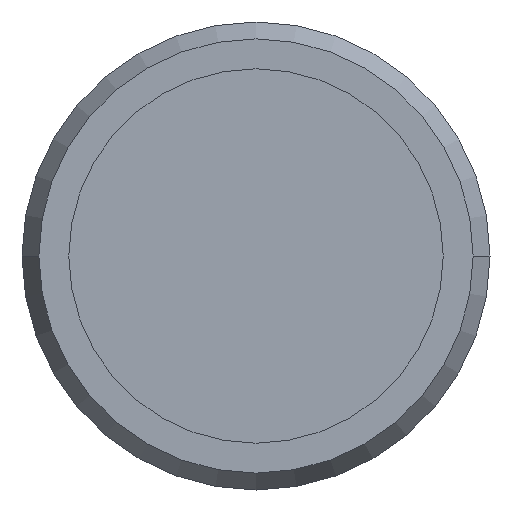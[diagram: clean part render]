
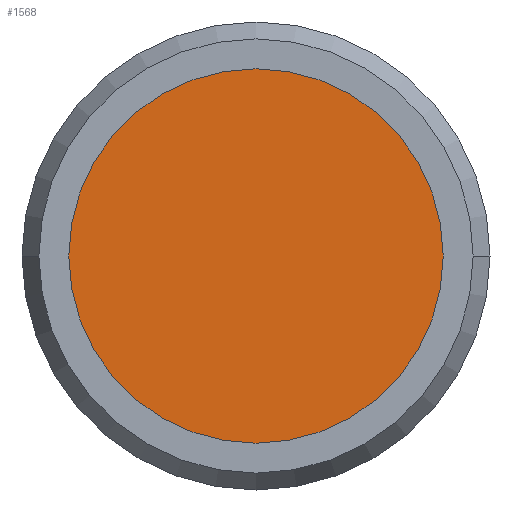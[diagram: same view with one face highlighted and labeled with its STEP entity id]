
A CAD part, front view. The second image highlights one B-rep face of the part: STEP entity #1568.
In plain terms, the highlighted planar face has unit normal (0, -1, 0).
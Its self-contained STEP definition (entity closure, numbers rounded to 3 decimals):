
#736=CARTESIAN_POINT('',(0.,-4.,0.));
#737=DIRECTION('',(0.,-1.,0.));
#738=DIRECTION('',(-1.,0.,0.));
#739=AXIS2_PLACEMENT_3D('',#736,#737,#738);
#741=CARTESIAN_POINT('',(0.,-4.,0.));
#742=DIRECTION('',(0.,1.,0.));
#743=DIRECTION('',(-1.,0.,0.));
#744=AXIS2_PLACEMENT_3D('',#741,#742,#743);
#762=CARTESIAN_POINT('',(-3.2,-4.,0.));
#763=CARTESIAN_POINT('',(3.2,-4.,0.));
#764=VERTEX_POINT('',#762);
#765=VERTEX_POINT('',#763);
#1559=CARTESIAN_POINT('',(0.,-4.,0.));
#1560=DIRECTION('',(0.,1.,0.));
#1561=DIRECTION('',(1.,0.,0.));
#1562=AXIS2_PLACEMENT_3D('',#1559,#1560,#1561);
#1563=PLANE('',#1562);
#1564=ORIENTED_EDGE('',*,*,#1546,.F.);
#1565=ORIENTED_EDGE('',*,*,#1525,.T.);
#1566=EDGE_LOOP('',(#1564,#1565));
#1567=FACE_OUTER_BOUND('',#1566,.F.);
#1568=ADVANCED_FACE('',(#1567),#1563,.F.);
#740=CIRCLE('',#739,3.2);
#745=CIRCLE('',#744,3.2);
#1525=EDGE_CURVE('',#764,#765,#745,.T.);
#1546=EDGE_CURVE('',#764,#765,#740,.T.);
